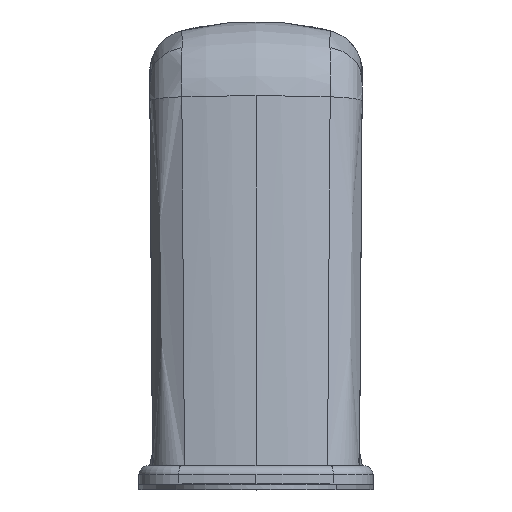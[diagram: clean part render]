
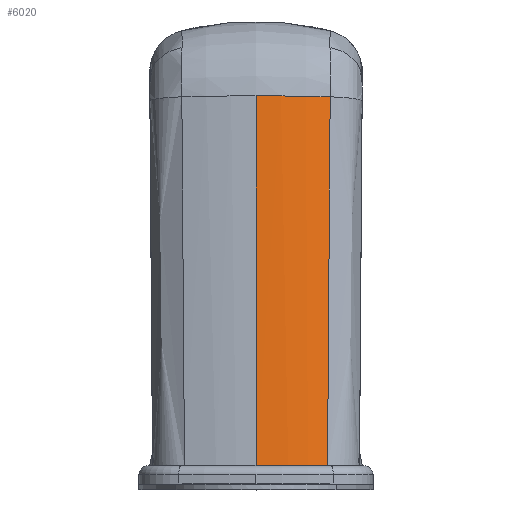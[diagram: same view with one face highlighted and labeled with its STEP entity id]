
A CAD part, top view. The second image highlights one B-rep face of the part: STEP entity #6020.
In plain terms, the highlighted cylindrical face has radius 32 mm (diameter 64 mm), a partial arc.
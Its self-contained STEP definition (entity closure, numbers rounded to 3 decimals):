
#265 = CARTESIAN_POINT ( 'NONE',  ( 0., -1.583, -9.012 ) ) ;
#266 = DIRECTION ( 'NONE',  ( 0., -0.995, -0.104 ) ) ;
#267 = DIRECTION ( 'NONE',  ( 0., 0.104, -0.995 ) ) ;
#1382 = FACE_OUTER_BOUND ( 'NONE', #4998, .T. ) ;
#1386 = AXIS2_PLACEMENT_3D ( 'NONE', #265, #266, #267 ) ;
#1387 = CYLINDRICAL_SURFACE ( 'NONE', #1386, 32. ) ;
#3179 = CARTESIAN_POINT ( 'NONE',  ( -8.01, 1.627, -39.827 ) ) ;
#3180 = CARTESIAN_POINT ( 'NONE',  ( 0., 1.732, -40.84 ) ) ;
#3181 = CARTESIAN_POINT ( 'NONE',  ( 0., -38.2, -45. ) ) ;
#3182 = CARTESIAN_POINT ( 'NONE',  ( -0.042, -38.2, -45. ) ) ;
#3183 = CARTESIAN_POINT ( 'NONE',  ( -7.725, -38.2, -44.048 ) ) ;
#3302 = CARTESIAN_POINT ( 'NONE',  ( 0., -1.583, -9.012 ) ) ;
#3306 = LINE ( 'NONE', #3307, #3967 ) ;
#3307 = CARTESIAN_POINT ( 'NONE',  ( 0., 1.732, -40.84 ) ) ;
#3308 = DIRECTION ( 'NONE',  ( 0., -0.995, -0.104 ) ) ;
#3309 = DIRECTION ( 'NONE',  ( 0., -0.995, -0.104 ) ) ;
#3310 = DIRECTION ( 'NONE',  ( 1., 0., 0. ) ) ;
#3311 = CARTESIAN_POINT ( 'NONE',  ( 0., -38.2, -13. ) ) ;
#3312 = DIRECTION ( 'NONE',  ( 0., 1., 0. ) ) ;
#3313 = DIRECTION ( 'NONE',  ( 0., 0., 1. ) ) ;
#3314 = CARTESIAN_POINT ( 'NONE',  ( -0.042, -38.2, -45. ) ) ;
#3315 = CARTESIAN_POINT ( 'NONE',  ( -2.635, -38.2, -44.996 ) ) ;
#3316 = CARTESIAN_POINT ( 'NONE',  ( -5.209, -38.2, -44.678 ) ) ;
#3317 = CARTESIAN_POINT ( 'NONE',  ( -7.725, -38.2, -44.048 ) ) ;
#3318 = CARTESIAN_POINT ( 'NONE',  ( -7.725, -38.2, -44.048 ) ) ;
#3319 = CARTESIAN_POINT ( 'NONE',  ( -7.851, -24.925, -42.634 ) ) ;
#3320 = CARTESIAN_POINT ( 'NONE',  ( -7.955, -11.65, -41.224 ) ) ;
#3321 = CARTESIAN_POINT ( 'NONE',  ( -8.01, 1.627, -39.827 ) ) ;
#3800 =( BOUNDED_CURVE ( )  B_SPLINE_CURVE ( 3, ( #3314, #3315, #3316, #3317 ),
 .UNSPECIFIED., .F., .F. ) 
 B_SPLINE_CURVE_WITH_KNOTS ( ( 4, 4 ),
 ( 0.001, 0.244 ),
 .UNSPECIFIED. ) 
 CURVE ( )  GEOMETRIC_REPRESENTATION_ITEM ( )  RATIONAL_B_SPLINE_CURVE ( ( 1., 0.995, 0.995, 1. ) ) 
 REPRESENTATION_ITEM ( '' )  );
#3801 = B_SPLINE_CURVE_WITH_KNOTS ( 'NONE', 3,
 ( #3318, #3319, #3320, #3321 ),
 .UNSPECIFIED., .F., .F.,
 ( 4, 4 ),
 ( 0., 0.04 ),
 .UNSPECIFIED. ) ;
#3958 = AXIS2_PLACEMENT_3D ( 'NONE', #3311, #3312, #3313 ) ;
#3966 = AXIS2_PLACEMENT_3D ( 'NONE', #3302, #3309, #3310 ) ;
#3967 = VECTOR ( 'NONE', #3308, 1000. ) ;
#3974 = CIRCLE ( 'NONE', #3958, 32. ) ;
#3975 = CIRCLE ( 'NONE', #3966, 32. ) ;
#4929 = VERTEX_POINT ( 'NONE', #3179 ) ;
#4930 = VERTEX_POINT ( 'NONE', #3180 ) ;
#4931 = VERTEX_POINT ( 'NONE', #3181 ) ;
#4932 = VERTEX_POINT ( 'NONE', #3182 ) ;
#4933 = VERTEX_POINT ( 'NONE', #3183 ) ;
#4980 = ORIENTED_EDGE ( 'NONE', *, *, #5130, .T. ) ;
#4981 = ORIENTED_EDGE ( 'NONE', *, *, #5131, .T. ) ;
#4982 = ORIENTED_EDGE ( 'NONE', *, *, #5129, .T. ) ;
#4983 = ORIENTED_EDGE ( 'NONE', *, *, #5132, .T. ) ;
#4984 = ORIENTED_EDGE ( 'NONE', *, *, #5133, .T. ) ;
#4998 = EDGE_LOOP ( 'NONE', ( #4980, #4982, #4981, #4983, #4984 ) ) ;
#5129 = EDGE_CURVE ( 'NONE', #4930, #4931, #3306, .T. ) ;
#5130 = EDGE_CURVE ( 'NONE', #4929, #4930, #3975, .T. ) ;
#5131 = EDGE_CURVE ( 'NONE', #4931, #4932, #3974, .T. ) ;
#5132 = EDGE_CURVE ( 'NONE', #4932, #4933, #3800, .T. ) ;
#5133 = EDGE_CURVE ( 'NONE', #4933, #4929, #3801, .T. ) ;
#6020 = ADVANCED_FACE ( 'NONE', ( #1382 ), #1387, .T. ) ;
